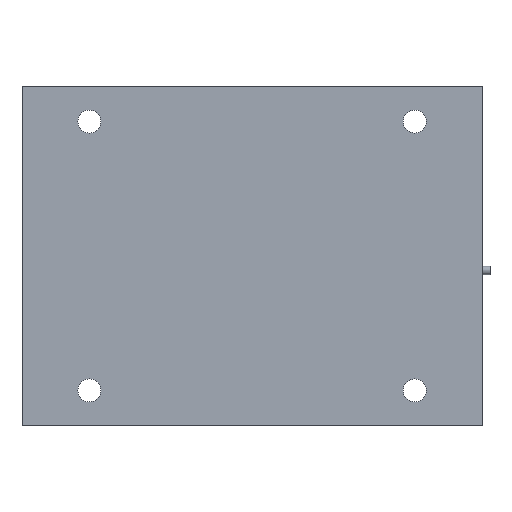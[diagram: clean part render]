
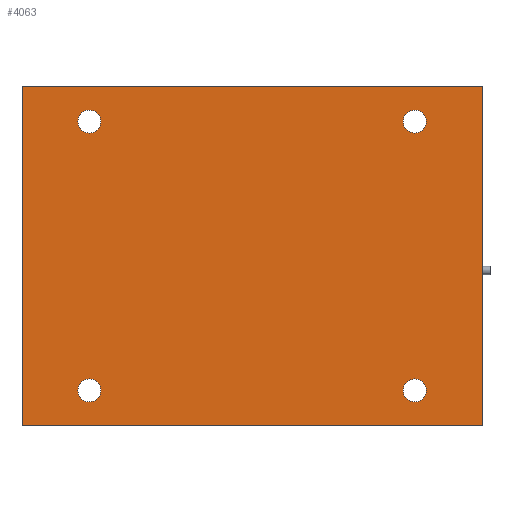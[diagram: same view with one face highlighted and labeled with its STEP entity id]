
A CAD part, front view. The second image highlights one B-rep face of the part: STEP entity #4063.
In plain terms, the highlighted planar face has unit normal (0, -1, 0).
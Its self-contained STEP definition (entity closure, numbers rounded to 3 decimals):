
#22 = CARTESIAN_POINT ( 'NONE',  ( 0., 0., 152.4 ) ) ;
#32 = CIRCLE ( 'NONE', #10091, 10.3 ) ;
#312 = ORIENTED_EDGE ( 'NONE', *, *, #10122, .T. ) ;
#319 = DIRECTION ( 'NONE',  ( 0., 0., 1. ) ) ;
#519 = VERTEX_POINT ( 'NONE', #3747 ) ;
#618 = CIRCLE ( 'NONE', #3843, 10.3 ) ;
#654 = ORIENTED_EDGE ( 'NONE', *, *, #8585, .F. ) ;
#856 = EDGE_CURVE ( 'NONE', #8481, #7108, #9353, .T. ) ;
#933 = EDGE_LOOP ( 'NONE', ( #2518, #4902 ) ) ;
#1109 = CARTESIAN_POINT ( 'NONE',  ( -156.3, 0., 120.65 ) ) ;
#1192 = DIRECTION ( 'NONE',  ( 0., 0., 1. ) ) ;
#1304 = VERTEX_POINT ( 'NONE', #5537 ) ;
#1502 = VECTOR ( 'NONE', #2707, 1000. ) ;
#1554 = VERTEX_POINT ( 'NONE', #4022 ) ;
#1612 = FACE_BOUND ( 'NONE', #933, .T. ) ;
#1649 = CARTESIAN_POINT ( 'NONE',  ( 146., 0., 120.65 ) ) ;
#1697 = CARTESIAN_POINT ( 'NONE',  ( 156.3, 0., -120.65 ) ) ;
#1700 = LINE ( 'NONE', #3554, #1502 ) ;
#1752 = ORIENTED_EDGE ( 'NONE', *, *, #3233, .T. ) ;
#1941 = EDGE_CURVE ( 'NONE', #519, #4508, #1700, .T. ) ;
#2062 = DIRECTION ( 'NONE',  ( 0., 0., 1. ) ) ;
#2291 = DIRECTION ( 'NONE',  ( 0., 1., 0. ) ) ;
#2355 = AXIS2_PLACEMENT_3D ( 'NONE', #4798, #7524, #9331 ) ;
#2382 = AXIS2_PLACEMENT_3D ( 'NONE', #7718, #6096, #7784 ) ;
#2461 = FACE_BOUND ( 'NONE', #4958, .T. ) ;
#2518 = ORIENTED_EDGE ( 'NONE', *, *, #3973, .T. ) ;
#2555 = CIRCLE ( 'NONE', #2382, 10.3 ) ;
#2565 = AXIS2_PLACEMENT_3D ( 'NONE', #7606, #6778, #2062 ) ;
#2707 = DIRECTION ( 'NONE',  ( 0., 0., -1. ) ) ;
#2760 = EDGE_LOOP ( 'NONE', ( #8512, #10076 ) ) ;
#2810 = ORIENTED_EDGE ( 'NONE', *, *, #10364, .F. ) ;
#2992 = DIRECTION ( 'NONE',  ( 0., 1., 0. ) ) ;
#3049 = VECTOR ( 'NONE', #10152, 1000. ) ;
#3077 = DIRECTION ( 'NONE',  ( 0., 0., 1. ) ) ;
#3204 = CARTESIAN_POINT ( 'NONE',  ( -156.3, 0., -120.65 ) ) ;
#3211 = ORIENTED_EDGE ( 'NONE', *, *, #1941, .T. ) ;
#3233 = EDGE_CURVE ( 'NONE', #10695, #10330, #9355, .T. ) ;
#3502 = CIRCLE ( 'NONE', #5107, 10.3 ) ;
#3525 = FACE_BOUND ( 'NONE', #6000, .T. ) ;
#3554 = CARTESIAN_POINT ( 'NONE',  ( -206.4, 0., 152.4 ) ) ;
#3580 = CARTESIAN_POINT ( 'NONE',  ( 146., 0., -120.65 ) ) ;
#3663 = DIRECTION ( 'NONE',  ( 0., 0., 1. ) ) ;
#3747 = CARTESIAN_POINT ( 'NONE',  ( -206.4, 0., 152.4 ) ) ;
#3843 = AXIS2_PLACEMENT_3D ( 'NONE', #1649, #5079, #8505 ) ;
#3973 = EDGE_CURVE ( 'NONE', #7594, #5824, #2555, .T. ) ;
#3977 = AXIS2_PLACEMENT_3D ( 'NONE', #10688, #2992, #1192 ) ;
#3996 = CIRCLE ( 'NONE', #5254, 10.3 ) ;
#4001 = DIRECTION ( 'NONE',  ( 0., 0., 1. ) ) ;
#4022 = CARTESIAN_POINT ( 'NONE',  ( 206.4, 0., -152.4 ) ) ;
#4060 = CARTESIAN_POINT ( 'NONE',  ( -146., 0., -120.65 ) ) ;
#4063 = ADVANCED_FACE ( 'NONE', ( #3525, #7843, #1612, #2461, #5032 ), #8463, .F. ) ;
#4096 = EDGE_CURVE ( 'NONE', #5824, #7594, #3996, .T. ) ;
#4171 = VERTEX_POINT ( 'NONE', #1109 ) ;
#4176 = CARTESIAN_POINT ( 'NONE',  ( 206.4, 0., 152.4 ) ) ;
#4508 = VERTEX_POINT ( 'NONE', #7771 ) ;
#4790 = CIRCLE ( 'NONE', #7628, 10.3 ) ;
#4798 = CARTESIAN_POINT ( 'NONE',  ( 146., 0., 120.65 ) ) ;
#4836 = EDGE_LOOP ( 'NONE', ( #6815, #654, #2810, #3211 ) ) ;
#4902 = ORIENTED_EDGE ( 'NONE', *, *, #4096, .T. ) ;
#4923 = CARTESIAN_POINT ( 'NONE',  ( -146., 0., 120.65 ) ) ;
#4958 = EDGE_LOOP ( 'NONE', ( #1752, #9994 ) ) ;
#5032 = FACE_OUTER_BOUND ( 'NONE', #4836, .T. ) ;
#5079 = DIRECTION ( 'NONE',  ( 0., 1., 0. ) ) ;
#5107 = AXIS2_PLACEMENT_3D ( 'NONE', #4060, #7362, #4001 ) ;
#5254 = AXIS2_PLACEMENT_3D ( 'NONE', #3580, #8849, #319 ) ;
#5340 = DIRECTION ( 'NONE',  ( 0., 1., 0. ) ) ;
#5419 = CARTESIAN_POINT ( 'NONE',  ( 0., 0., -152.4 ) ) ;
#5537 = CARTESIAN_POINT ( 'NONE',  ( -135.7, 0., 120.65 ) ) ;
#5824 = VERTEX_POINT ( 'NONE', #1697 ) ;
#6000 = EDGE_LOOP ( 'NONE', ( #6973, #312 ) ) ;
#6096 = DIRECTION ( 'NONE',  ( 0., 1., 0. ) ) ;
#6197 = VECTOR ( 'NONE', #8844, 1000. ) ;
#6235 = CARTESIAN_POINT ( 'NONE',  ( -146., 0., 120.65 ) ) ;
#6488 = EDGE_CURVE ( 'NONE', #4508, #1554, #8121, .T. ) ;
#6778 = DIRECTION ( 'NONE',  ( 0., 1., 0. ) ) ;
#6815 = ORIENTED_EDGE ( 'NONE', *, *, #6488, .T. ) ;
#6838 = EDGE_CURVE ( 'NONE', #4171, #1304, #4790, .T. ) ;
#6973 = ORIENTED_EDGE ( 'NONE', *, *, #6838, .T. ) ;
#7108 = VERTEX_POINT ( 'NONE', #9941 ) ;
#7151 = CARTESIAN_POINT ( 'NONE',  ( 206.4, 0., 152.4 ) ) ;
#7362 = DIRECTION ( 'NONE',  ( 0., 1., 0. ) ) ;
#7524 = DIRECTION ( 'NONE',  ( 0., 1., 0. ) ) ;
#7594 = VERTEX_POINT ( 'NONE', #7866 ) ;
#7606 = CARTESIAN_POINT ( 'NONE',  ( 0., 0., 152.4 ) ) ;
#7628 = AXIS2_PLACEMENT_3D ( 'NONE', #6235, #5340, #3663 ) ;
#7711 = LINE ( 'NONE', #22, #3049 ) ;
#7718 = CARTESIAN_POINT ( 'NONE',  ( 146., 0., -120.65 ) ) ;
#7771 = CARTESIAN_POINT ( 'NONE',  ( -206.4, 0., -152.4 ) ) ;
#7784 = DIRECTION ( 'NONE',  ( 0., 0., 1. ) ) ;
#7843 = FACE_BOUND ( 'NONE', #2760, .T. ) ;
#7866 = CARTESIAN_POINT ( 'NONE',  ( 135.7, 0., -120.65 ) ) ;
#8060 = CARTESIAN_POINT ( 'NONE',  ( 156.3, 0., 120.65 ) ) ;
#8121 = LINE ( 'NONE', #5419, #6197 ) ;
#8426 = VERTEX_POINT ( 'NONE', #7151 ) ;
#8463 = PLANE ( 'NONE',  #2565 ) ;
#8481 = VERTEX_POINT ( 'NONE', #8060 ) ;
#8505 = DIRECTION ( 'NONE',  ( 0., 0., 1. ) ) ;
#8512 = ORIENTED_EDGE ( 'NONE', *, *, #9257, .T. ) ;
#8585 = EDGE_CURVE ( 'NONE', #8426, #1554, #9336, .T. ) ;
#8844 = DIRECTION ( 'NONE',  ( 1., 0., 0. ) ) ;
#8849 = DIRECTION ( 'NONE',  ( 0., 1., 0. ) ) ;
#9257 = EDGE_CURVE ( 'NONE', #7108, #8481, #618, .T. ) ;
#9331 = DIRECTION ( 'NONE',  ( 0., 0., 1. ) ) ;
#9336 = LINE ( 'NONE', #4176, #10640 ) ;
#9353 = CIRCLE ( 'NONE', #2355, 10.3 ) ;
#9355 = CIRCLE ( 'NONE', #3977, 10.3 ) ;
#9495 = EDGE_CURVE ( 'NONE', #10330, #10695, #3502, .T. ) ;
#9941 = CARTESIAN_POINT ( 'NONE',  ( 135.7, 0., 120.65 ) ) ;
#9994 = ORIENTED_EDGE ( 'NONE', *, *, #9495, .T. ) ;
#10076 = ORIENTED_EDGE ( 'NONE', *, *, #856, .T. ) ;
#10091 = AXIS2_PLACEMENT_3D ( 'NONE', #4923, #2291, #3077 ) ;
#10122 = EDGE_CURVE ( 'NONE', #1304, #4171, #32, .T. ) ;
#10152 = DIRECTION ( 'NONE',  ( 1., 0., 0. ) ) ;
#10192 = DIRECTION ( 'NONE',  ( 0., 0., -1. ) ) ;
#10330 = VERTEX_POINT ( 'NONE', #10995 ) ;
#10364 = EDGE_CURVE ( 'NONE', #519, #8426, #7711, .T. ) ;
#10640 = VECTOR ( 'NONE', #10192, 1000. ) ;
#10688 = CARTESIAN_POINT ( 'NONE',  ( -146., 0., -120.65 ) ) ;
#10695 = VERTEX_POINT ( 'NONE', #3204 ) ;
#10995 = CARTESIAN_POINT ( 'NONE',  ( -135.7, 0., -120.65 ) ) ;
